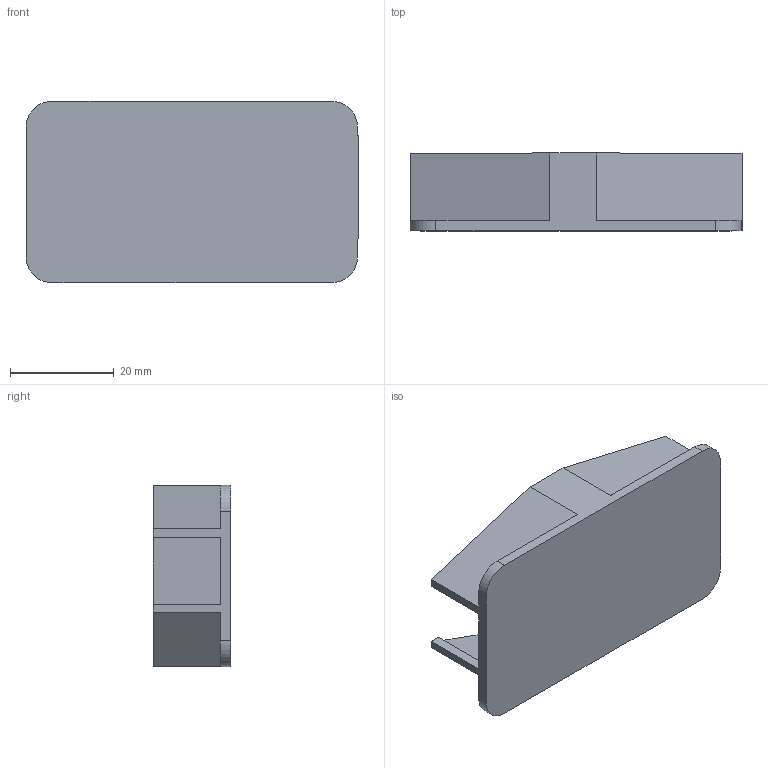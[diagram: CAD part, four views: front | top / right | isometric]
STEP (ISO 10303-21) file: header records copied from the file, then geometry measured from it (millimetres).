
FILE_DESCRIPTION(/* description */ (''),/* implementation_level */ '2;1');
FILE_NAME(/* name */ 'antenna v3.step',/* time_stamp */ '2023-03-13T12:59:50+10:00',/* author */ (''),/* organization */ (''),/* preprocessor_version */ 'ST-DEVELOPER v19.2',/* originating_system */ 'Autodesk Translation Framework v11.17.0.187',/* authorisation */ '');
FILE_SCHEMA (('AUTOMOTIVE_DESIGN { 1 0 10303 214 3 1 1 }'));
Length unit declared in the file: millimetre
Products named in the file (1): antenna
Bounding box: 64.09 x 15 x 35 mm (x, y, z)
Volume: 7893.1 mm3; surface area: 8777.9 mm2
Topology: 1 solids, 1 shells, 34 faces, 94 edges, 62 vertices
Faces by surface type: plane 30, cylinder 4
Entity records: 1103 total; most frequent: CARTESIAN_POINT 191, ORIENTED_EDGE 188, DIRECTION 172, EDGE_CURVE 94, LINE 86, VECTOR 86, VERTEX_POINT 62, AXIS2_PLACEMENT_3D 43
